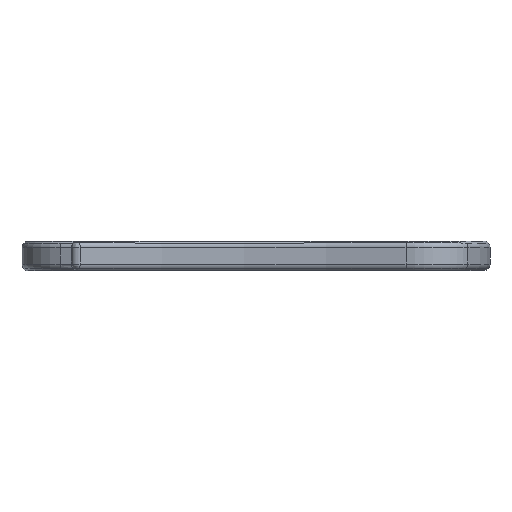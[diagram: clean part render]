
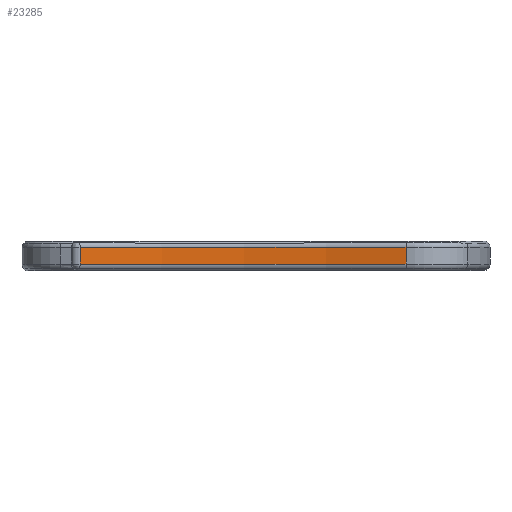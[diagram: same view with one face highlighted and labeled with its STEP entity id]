
A CAD part, top view. The second image highlights one B-rep face of the part: STEP entity #23285.
In plain terms, the highlighted cylindrical face has radius 200 mm (diameter 400 mm), a partial arc.
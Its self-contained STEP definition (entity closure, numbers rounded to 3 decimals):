
#1062=CYLINDRICAL_SURFACE('',#25636,200.);
#2246=CIRCLE('',#25614,200.);
#2260=CIRCLE('',#25637,200.);
#3926=FACE_OUTER_BOUND('',#5341,.T.);
#5341=EDGE_LOOP('',(#21525,#21526,#21527,#21528));
#6631=LINE('',#46622,#7906);
#6632=LINE('',#46626,#7907);
#7906=VECTOR('',#31540,10.);
#7907=VECTOR('',#31545,10.);
#10999=VERTEX_POINT('',#46583);
#11001=VERTEX_POINT('',#46589);
#11009=VERTEX_POINT('',#46621);
#11010=VERTEX_POINT('',#46625);
#14514=EDGE_CURVE('',#10999,#11001,#2246,.T.);
#14530=EDGE_CURVE('',#11009,#11001,#6631,.T.);
#14532=EDGE_CURVE('',#11010,#10999,#6632,.T.);
#14533=EDGE_CURVE('',#11009,#11010,#2260,.T.);
#21525=ORIENTED_EDGE('',*,*,#14514,.F.);
#21526=ORIENTED_EDGE('',*,*,#14532,.F.);
#21527=ORIENTED_EDGE('',*,*,#14533,.F.);
#21528=ORIENTED_EDGE('',*,*,#14530,.T.);
#23285=ADVANCED_FACE('',(#3926),#1062,.F.);
#25614=AXIS2_PLACEMENT_3D('',#46590,#31495,#31496);
#25636=AXIS2_PLACEMENT_3D('',#46624,#31543,#31544);
#25637=AXIS2_PLACEMENT_3D('',#46627,#31546,#31547);
#31495=DIRECTION('center_axis',(0.,-1.,0.));
#31496=DIRECTION('ref_axis',(0.034,0.,-0.999));
#31540=DIRECTION('',(0.,1.,0.));
#31543=DIRECTION('center_axis',(0.,1.,0.));
#31544=DIRECTION('ref_axis',(0.257,0.,-0.967));
#31545=DIRECTION('',(0.,1.,0.));
#31546=DIRECTION('center_axis',(0.,1.,0.));
#31547=DIRECTION('ref_axis',(0.034,0.,-0.999));
#46583=CARTESIAN_POINT('',(-33.566,6.293,26.556));
#46589=CARTESIAN_POINT('',(55.941,6.293,29.577));
#46590=CARTESIAN_POINT('Origin',(4.613,6.293,222.878));
#46621=CARTESIAN_POINT('',(55.941,1.707,29.577));
#46622=CARTESIAN_POINT('',(55.941,0.,29.577));
#46624=CARTESIAN_POINT('Origin',(4.613,0.,222.878));
#46625=CARTESIAN_POINT('',(-33.566,1.707,26.556));
#46626=CARTESIAN_POINT('',(-33.566,0.,26.556));
#46627=CARTESIAN_POINT('Origin',(4.613,1.707,222.878));
